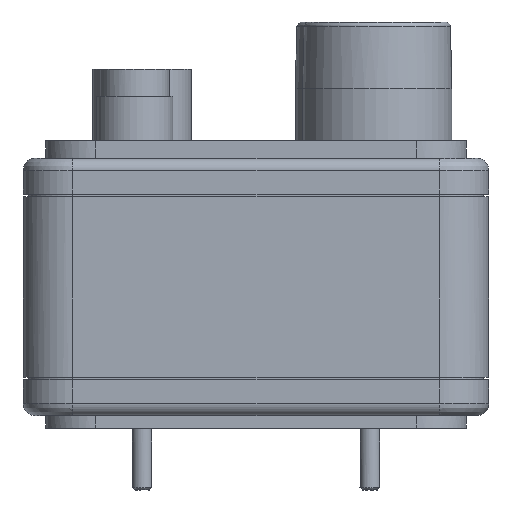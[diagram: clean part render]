
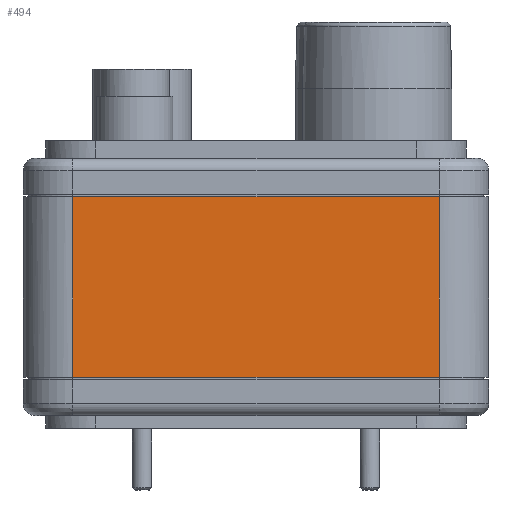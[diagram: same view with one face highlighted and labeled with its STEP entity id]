
A CAD part, front view. The second image highlights one B-rep face of the part: STEP entity #494.
In plain terms, the highlighted free-form (B-spline) face has degree [1, 1] with [2, 2] control points.
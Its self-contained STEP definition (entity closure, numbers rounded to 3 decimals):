
#31 = VERTEX_POINT('',#32);
#32 = CARTESIAN_POINT('',(66.975,-278.306,
    -33.035));
#38 = EDGE_CURVE('',#39,#31,#41,.T.);
#39 = VERTEX_POINT('',#40);
#40 = CARTESIAN_POINT('',(-66.975,-278.306,-33.035
    ));
#41 = B_SPLINE_CURVE_WITH_KNOTS('',1,(#42,#43),.UNSPECIFIED.,.F.,.F.,(2,
    2),(-27.,121.),.PIECEWISE_BEZIER_KNOTS.);
#42 = CARTESIAN_POINT('',(-66.975,-278.306,-33.035
    ));
#43 = CARTESIAN_POINT('',(66.975,-278.306,
    -33.035));
#474 = EDGE_CURVE('',#39,#475,#477,.T.);
#475 = VERTEX_POINT('',#476);
#476 = CARTESIAN_POINT('',(-66.975,-278.306,
    33.035));
#477 = B_SPLINE_CURVE_WITH_KNOTS('',1,(#478,#479),.UNSPECIFIED.,.F.,.F.,
  (2,2),(-36.5,36.5),.PIECEWISE_BEZIER_KNOTS.);
#478 = CARTESIAN_POINT('',(-66.975,-278.306,
    -33.035));
#479 = CARTESIAN_POINT('',(-66.975,-278.306,
    33.035));
#494 = ADVANCED_FACE('',(#495),#511,.T.);
#495 = FACE_BOUND('',#496,.T.);
#496 = EDGE_LOOP('',(#497,#498,#505,#510));
#497 = ORIENTED_EDGE('',*,*,#38,.T.);
#498 = ORIENTED_EDGE('',*,*,#499,.F.);
#499 = EDGE_CURVE('',#500,#31,#502,.T.);
#500 = VERTEX_POINT('',#501);
#501 = CARTESIAN_POINT('',(66.975,-278.306,
    33.035));
#502 = B_SPLINE_CURVE_WITH_KNOTS('',1,(#503,#504),.UNSPECIFIED.,.F.,.F.,
  (2,2),(-36.5,36.5),.PIECEWISE_BEZIER_KNOTS.);
#503 = CARTESIAN_POINT('',(66.975,-278.306,
    33.035));
#504 = CARTESIAN_POINT('',(66.975,-278.306,
    -33.035));
#505 = ORIENTED_EDGE('',*,*,#506,.T.);
#506 = EDGE_CURVE('',#500,#475,#507,.T.);
#507 = B_SPLINE_CURVE_WITH_KNOTS('',1,(#508,#509),.UNSPECIFIED.,.F.,.F.,
  (2,2),(-121.,27.),.PIECEWISE_BEZIER_KNOTS.);
#508 = CARTESIAN_POINT('',(66.975,-278.306,
    33.035));
#509 = CARTESIAN_POINT('',(-66.975,-278.306,
    33.035));
#510 = ORIENTED_EDGE('',*,*,#474,.F.);
#511 = B_SPLINE_SURFACE_WITH_KNOTS('',1,1,(
    (#512,#513)
    ,(#514,#515
    )),.UNSPECIFIED.,.F.,.F.,.F.,(2,2),(2,2),(20.,168.),(-36.5,36.5),
  .PIECEWISE_BEZIER_KNOTS.);
#512 = CARTESIAN_POINT('',(-66.975,-278.306,
    -33.035));
#513 = CARTESIAN_POINT('',(-66.975,-278.306,
    33.035));
#514 = CARTESIAN_POINT('',(66.975,-278.306,
    -33.035));
#515 = CARTESIAN_POINT('',(66.975,-278.306,
    33.035));
